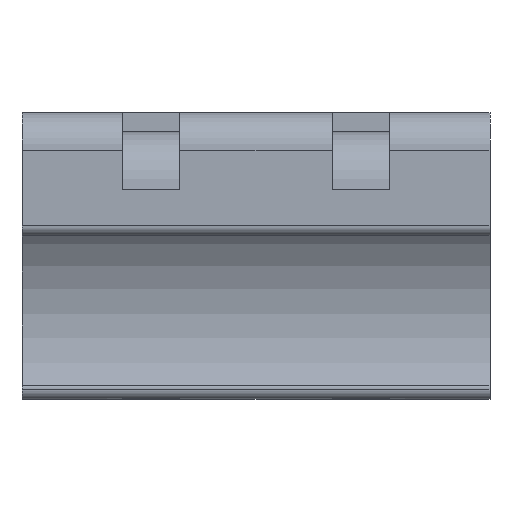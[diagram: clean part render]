
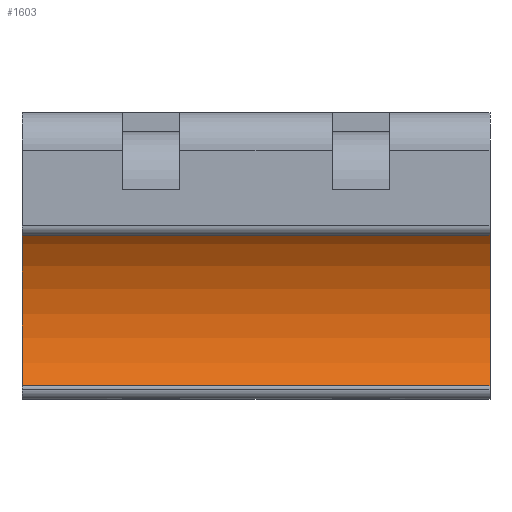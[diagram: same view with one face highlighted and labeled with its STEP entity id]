
A CAD part, front view. The second image highlights one B-rep face of the part: STEP entity #1603.
In plain terms, the highlighted cylindrical face has radius 7.55 mm (diameter 15.1 mm), a partial arc.
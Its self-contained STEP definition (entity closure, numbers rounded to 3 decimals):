
#440 = FACE_OUTER_BOUND ( 'NONE', #1559, .T. ) ;
#714 = CIRCLE ( 'NONE', #2097, 7.55 ) ;
#737 = VERTEX_POINT ( 'NONE', #2237 ) ;
#873 = CYLINDRICAL_SURFACE ( 'NONE', #2490, 7.55 ) ;
#914 = CARTESIAN_POINT ( 'NONE',  ( -12.25, -55.362, 18.758 ) ) ;
#916 = DIRECTION ( 'NONE',  ( 0., -1., 0. ) ) ;
#991 = VECTOR ( 'NONE', #1339, 1000. ) ;
#1046 = ORIENTED_EDGE ( 'NONE', *, *, #1321, .T. ) ;
#1072 = DIRECTION ( 'NONE',  ( -1., 0., 0. ) ) ;
#1274 = CARTESIAN_POINT ( 'NONE',  ( -12.25, -49.5, 14. ) ) ;
#1321 = EDGE_CURVE ( 'NONE', #1917, #2026, #2691, .T. ) ;
#1339 = DIRECTION ( 'NONE',  ( -1., 0., 0. ) ) ;
#1398 = EDGE_CURVE ( 'NONE', #2026, #737, #1466, .T. ) ;
#1466 = CIRCLE ( 'NONE', #1997, 7.55 ) ;
#1532 = ORIENTED_EDGE ( 'NONE', *, *, #2634, .F. ) ;
#1559 = EDGE_LOOP ( 'NONE', ( #1532, #1046, #2874, #2913 ) ) ;
#1603 = ADVANCED_FACE ( 'NONE', ( #440 ), #873, .F. ) ;
#1705 = EDGE_CURVE ( 'NONE', #737, #2154, #2023, .T. ) ;
#1778 = CARTESIAN_POINT ( 'NONE',  ( 33.605, -55.362, 18.758 ) ) ;
#1793 = DIRECTION ( 'NONE',  ( 0., -1., 0. ) ) ;
#1798 = CARTESIAN_POINT ( 'NONE',  ( 33.605, -42.701, 10.717 ) ) ;
#1865 = DIRECTION ( 'NONE',  ( -1., 0., 0. ) ) ;
#1867 = CARTESIAN_POINT ( 'NONE',  ( 12.25, -42.701, 10.717 ) ) ;
#1917 = VERTEX_POINT ( 'NONE', #2168 ) ;
#1997 = AXIS2_PLACEMENT_3D ( 'NONE', #1274, #1072, #1793 ) ;
#1999 = VECTOR ( 'NONE', #2727, 1000. ) ;
#2023 = LINE ( 'NONE', #1798, #1999 ) ;
#2026 = VERTEX_POINT ( 'NONE', #914 ) ;
#2072 = DIRECTION ( 'NONE',  ( 0., 0., 1. ) ) ;
#2097 = AXIS2_PLACEMENT_3D ( 'NONE', #2576, #1865, #2072 ) ;
#2154 = VERTEX_POINT ( 'NONE', #1867 ) ;
#2168 = CARTESIAN_POINT ( 'NONE',  ( 12.25, -55.362, 18.758 ) ) ;
#2237 = CARTESIAN_POINT ( 'NONE',  ( -12.25, -42.701, 10.717 ) ) ;
#2490 = AXIS2_PLACEMENT_3D ( 'NONE', #2760, #2529, #916 ) ;
#2529 = DIRECTION ( 'NONE',  ( -1., 0., 0. ) ) ;
#2576 = CARTESIAN_POINT ( 'NONE',  ( 12.25, -49.5, 14. ) ) ;
#2634 = EDGE_CURVE ( 'NONE', #1917, #2154, #714, .T. ) ;
#2691 = LINE ( 'NONE', #1778, #991 ) ;
#2727 = DIRECTION ( 'NONE',  ( 1., 0., 0. ) ) ;
#2760 = CARTESIAN_POINT ( 'NONE',  ( 33.605, -49.5, 14. ) ) ;
#2874 = ORIENTED_EDGE ( 'NONE', *, *, #1398, .T. ) ;
#2913 = ORIENTED_EDGE ( 'NONE', *, *, #1705, .T. ) ;
